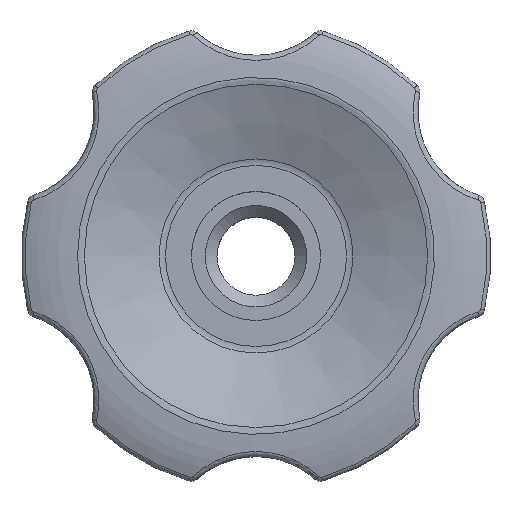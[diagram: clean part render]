
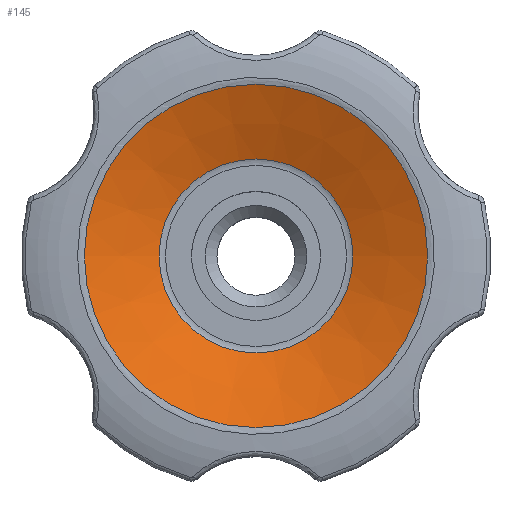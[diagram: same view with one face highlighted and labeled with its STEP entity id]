
A CAD part, top view. The second image highlights one B-rep face of the part: STEP entity #145.
In plain terms, the highlighted conical face has half-angle 68.629 degrees and reference radius 14.9 mm.
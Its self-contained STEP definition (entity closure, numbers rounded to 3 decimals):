
#145 = ADVANCED_FACE( '', ( #364, #365 ), #366, .F. );
#364 = FACE_BOUND( '', #1197, .T. );
#365 = FACE_OUTER_BOUND( '', #1198, .T. );
#366 = CONICAL_SURFACE( '', #1199, 14.9, 1.198 );
#1197 = EDGE_LOOP( '', ( #5476 ) );
#1198 = EDGE_LOOP( '', ( #5477 ) );
#1199 = AXIS2_PLACEMENT_3D( '', #5478, #5479, #5480 );
#5476 = ORIENTED_EDGE( '', *, *, #6067, .T. );
#5477 = ORIENTED_EDGE( '', *, *, #6068, .T. );
#5478 = CARTESIAN_POINT( '', ( 0., 0., 28. ) );
#5479 = DIRECTION( '', ( 0., 0., 1. ) );
#5480 = DIRECTION( '', ( 1., 0., 0. ) );
#6067 = EDGE_CURVE( '', #6404, #6404, #6405, .F. );
#6068 = EDGE_CURVE( '', #6406, #6406, #6407, .F. );
#6404 = VERTEX_POINT( '', #7914 );
#6405 = CIRCLE( '', #7915, 8.264 );
#6406 = VERTEX_POINT( '', #7916 );
#6407 = CIRCLE( '', #7917, 14.628 );
#7914 = CARTESIAN_POINT( '', ( 8.264, 0., 25.403 ) );
#7915 = AXIS2_PLACEMENT_3D( '', #9574, #9575, #9576 );
#7916 = CARTESIAN_POINT( '', ( -14.628, 0., 27.894 ) );
#7917 = AXIS2_PLACEMENT_3D( '', #9577, #9578, #9579 );
#9574 = CARTESIAN_POINT( '', ( 0., 0., 25.403 ) );
#9575 = DIRECTION( '', ( 0., 0., 1. ) );
#9576 = DIRECTION( '', ( 1., 0., 0. ) );
#9577 = CARTESIAN_POINT( '', ( 0., 0., 27.894 ) );
#9578 = DIRECTION( '', ( 0., 0., -1. ) );
#9579 = DIRECTION( '', ( -1., 0., 0. ) );
